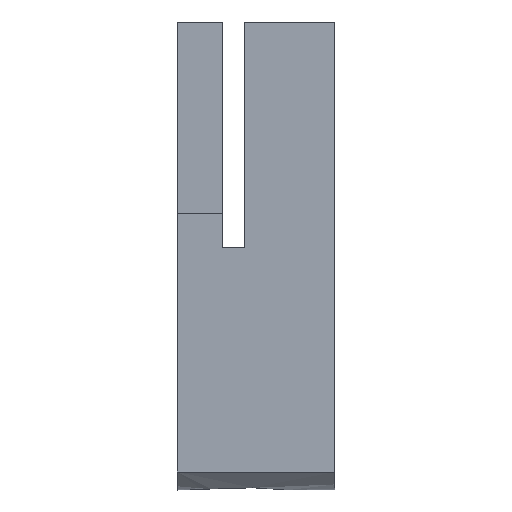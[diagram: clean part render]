
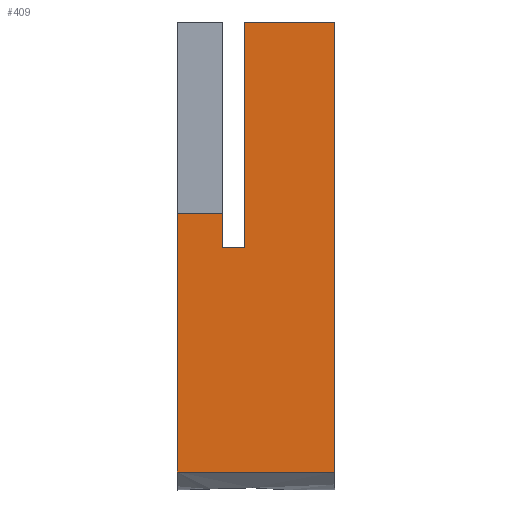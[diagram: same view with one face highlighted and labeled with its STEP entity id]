
A CAD part, left-side view. The second image highlights one B-rep face of the part: STEP entity #409.
In plain terms, the highlighted planar face has unit normal (-1, 0, 0).
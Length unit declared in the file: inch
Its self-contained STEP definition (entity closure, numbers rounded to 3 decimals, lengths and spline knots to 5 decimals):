
#119=VECTOR('',#441,1.);
#128=VECTOR('',#452,1.);
#137=VECTOR('',#465,1.);
#138=VECTOR('',#466,1.);
#140=VECTOR('',#469,1.);
#143=VECTOR('',#475,1.);
#145=VECTOR('',#478,1.);
#146=VECTOR('',#479,1.);
#158=LINE('',#521,#119);
#167=LINE('',#539,#128);
#176=LINE('',#573,#137);
#177=LINE('',#597,#138);
#179=LINE('',#601,#140);
#182=LINE('',#607,#143);
#184=LINE('',#611,#145);
#185=LINE('',#612,#146);
#198=VERTEX_POINT('',#520);
#199=VERTEX_POINT('',#522);
#202=VERTEX_POINT('',#533);
#205=VERTEX_POINT('',#538);
#211=VERTEX_POINT('',#572);
#212=VERTEX_POINT('',#596);
#213=VERTEX_POINT('',#600);
#214=VERTEX_POINT('',#608);
#235=EDGE_CURVE('',#199,#198,#158,.T.);
#244=EDGE_CURVE('',#202,#205,#167,.T.);
#255=EDGE_CURVE('',#205,#211,#176,.T.);
#257=EDGE_CURVE('',#211,#212,#177,.T.);
#259=EDGE_CURVE('',#213,#212,#179,.T.);
#262=EDGE_CURVE('',#214,#199,#182,.T.);
#264=EDGE_CURVE('',#198,#202,#184,.T.);
#265=EDGE_CURVE('',#214,#213,#185,.T.);
#348=ORIENTED_EDGE('',*,*,#264,.T.);
#349=ORIENTED_EDGE('',*,*,#244,.T.);
#350=ORIENTED_EDGE('',*,*,#255,.T.);
#351=ORIENTED_EDGE('',*,*,#257,.T.);
#352=ORIENTED_EDGE('',*,*,#259,.F.);
#353=ORIENTED_EDGE('',*,*,#265,.F.);
#354=ORIENTED_EDGE('',*,*,#262,.T.);
#355=ORIENTED_EDGE('',*,*,#235,.T.);
#373=EDGE_LOOP('',(#348,#349,#350,#351,#352,#353,#354,#355));
#391=FACE_BOUND('',#373,.T.);
#409=ADVANCED_FACE('',(#391),#629,.T.);
#425=AXIS2_PLACEMENT_3D('',#613,#480,$);
#441=DIRECTION('',(0.,1.,0.));
#452=DIRECTION('',(0.,1.,0.));
#465=DIRECTION('',(0.,0.,-1.));
#466=DIRECTION('',(0.,-1.,0.));
#469=DIRECTION('',(0.,0.,-1.));
#475=DIRECTION('',(0.,0.,-1.));
#478=DIRECTION('',(0.,0.,1.));
#479=DIRECTION('',(0.,-1.,0.));
#480=DIRECTION('',(-1.,0.,0.));
#520=CARTESIAN_POINT('',(0.,0.625,-1.25));
#521=CARTESIAN_POINT('',(0.,0.47917,-1.25));
#522=CARTESIAN_POINT('',(0.,0.5,-1.25));
#533=CARTESIAN_POINT('',(0.,0.625,-1.0625));
#538=CARTESIAN_POINT('',(0.,0.875,-1.0625));
#539=CARTESIAN_POINT('',(0.,0.65625,-1.0625));
#572=CARTESIAN_POINT('',(0.,0.875,-2.5));
#573=CARTESIAN_POINT('',(0.,0.875,0.));
#596=CARTESIAN_POINT('',(0.,0.,-2.5));
#597=CARTESIAN_POINT('',(0.,-3.47416,-2.5));
#600=CARTESIAN_POINT('',(0.,0.,0.));
#601=CARTESIAN_POINT('',(0.,0.,0.));
#607=CARTESIAN_POINT('',(0.,0.5,0.));
#608=CARTESIAN_POINT('',(0.,0.5,0.));
#611=CARTESIAN_POINT('',(0.,0.625,0.));
#612=CARTESIAN_POINT('',(0.,0.875,0.));
#613=CARTESIAN_POINT('',(0.,0.4375,0.));
#629=PLANE('',#425);
